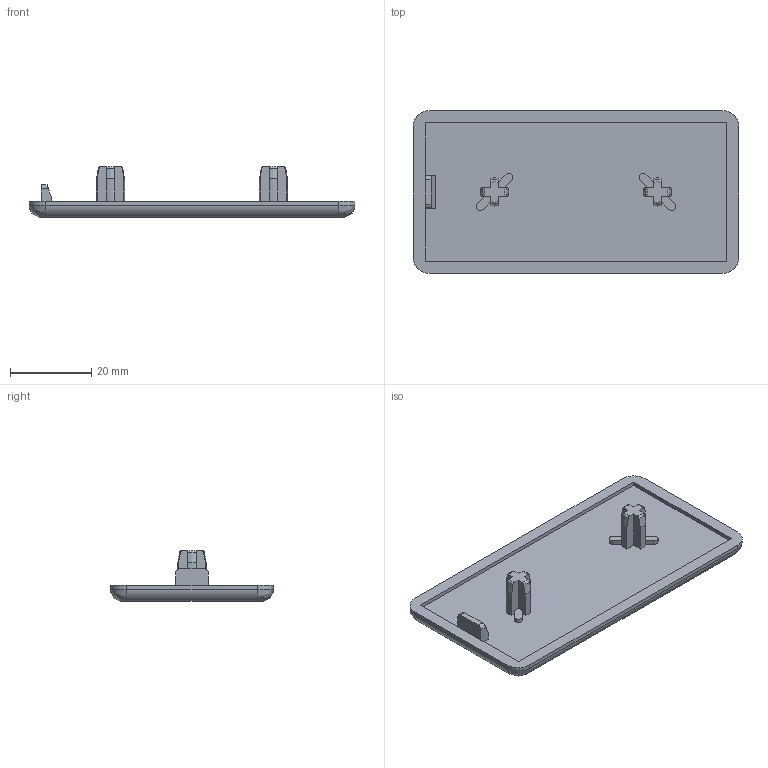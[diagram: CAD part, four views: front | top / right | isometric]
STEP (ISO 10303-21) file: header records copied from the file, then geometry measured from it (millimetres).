
FILE_DESCRIPTION(/* description */ ('Záslepka profilu 40x80'),/* implementation_level */ '2;1');
FILE_NAME(/* name */ '224080.17.stp',/* time_stamp */ '2024-10-11T15:50:20+02:00',/* author */ ('jiri.spacek'),/* organization */ ('Alutec K&K'),/* preprocessor_version */ 'ST-DEVELOPER v20',/* originating_system */ 'Autodesk Inventor 2024',/* authorisation */ '');
FILE_SCHEMA (('AUTOMOTIVE_DESIGN { 1 0 10303 214 3 1 1 }'));
Length unit declared in the file: millimetre
Products named in the file (1): 224080.17
Bounding box: 80 x 40 x 12.5 mm (x, y, z)
Volume: 10331.6 mm3; surface area: 7795.5 mm2
Topology: 1 solids, 1 shells, 90 faces, 245 edges, 160 vertices
Faces by surface type: plane 48, cylinder 22, torus 8, cone 8, bspline 4
Entity records: 2997 total; most frequent: CARTESIAN_POINT 704, ORIENTED_EDGE 490, DIRECTION 451, EDGE_CURVE 245, VERTEX_POINT 160, AXIS2_PLACEMENT_3D 151, LINE 149, VECTOR 149
